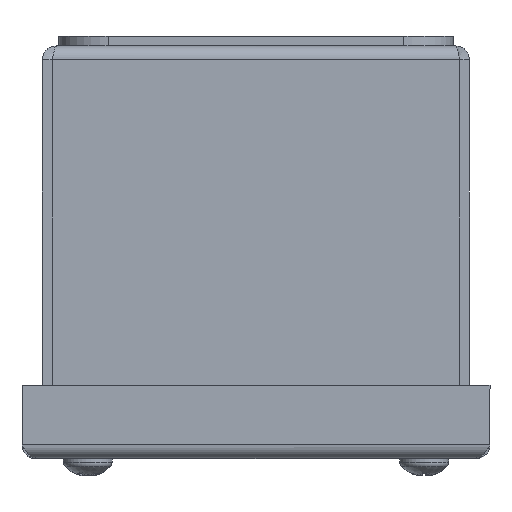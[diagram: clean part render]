
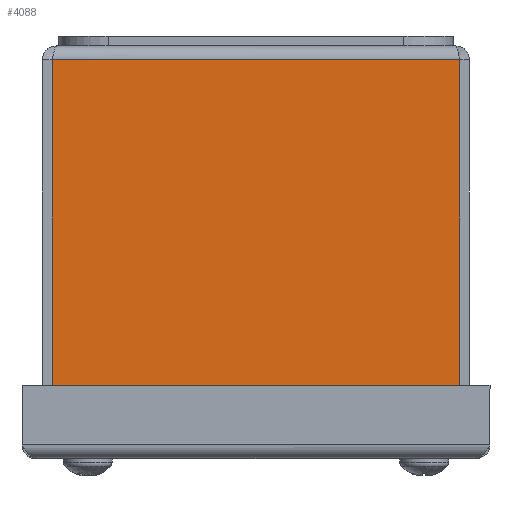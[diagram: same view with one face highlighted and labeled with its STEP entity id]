
A CAD part, front view. The second image highlights one B-rep face of the part: STEP entity #4088.
In plain terms, the highlighted planar face has unit normal (0, -1, 0).
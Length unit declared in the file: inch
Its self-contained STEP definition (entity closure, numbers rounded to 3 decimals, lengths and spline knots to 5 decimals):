
#795=FACE_OUTER_BOUND('',#1069,.T.);
#1069=EDGE_LOOP('',(#3417,#3418,#3419,#3420));
#1419=LINE('',#6735,#1747);
#1427=LINE('',#6756,#1755);
#1428=LINE('',#6758,#1756);
#1429=LINE('',#6759,#1757);
#1747=VECTOR('',#5242,3.10059);
#1755=VECTOR('',#5270,2.5995);
#1756=VECTOR('',#5271,3.10059);
#1757=VECTOR('',#5272,2.5995);
#2094=VERTEX_POINT('',#6732);
#2095=VERTEX_POINT('',#6734);
#2098=VERTEX_POINT('',#6755);
#2099=VERTEX_POINT('',#6757);
#2542=EDGE_CURVE('',#2095,#2094,#1419,.T.);
#2553=EDGE_CURVE('',#2098,#2094,#1427,.T.);
#2554=EDGE_CURVE('',#2098,#2099,#1428,.T.);
#2555=EDGE_CURVE('',#2095,#2099,#1429,.T.);
#3417=ORIENTED_EDGE('',*,*,#2542,.T.);
#3418=ORIENTED_EDGE('',*,*,#2553,.F.);
#3419=ORIENTED_EDGE('',*,*,#2554,.T.);
#3420=ORIENTED_EDGE('',*,*,#2555,.F.);
#3897=PLANE('',#4435);
#4088=ADVANCED_FACE('',(#795),#3897,.F.);
#4435=AXIS2_PLACEMENT_3D('',#6754,#5268,#5269);
#5242=DIRECTION('',(-1.,0.,0.));
#5268=DIRECTION('center_axis',(0.,1.,0.));
#5269=DIRECTION('ref_axis',(1.,0.,0.));
#5270=DIRECTION('',(0.,0.,1.));
#5271=DIRECTION('',(1.,0.,0.));
#5272=DIRECTION('',(0.,0.,-1.));
#6732=CARTESIAN_POINT('',(0.07471,0.,2.70475));
#6734=CARTESIAN_POINT('',(3.17529,0.,2.70475));
#6735=CARTESIAN_POINT('',(2.40015,0.,2.70475));
#6754=CARTESIAN_POINT('Origin',(1.625,0.,1.37666));
#6755=CARTESIAN_POINT('',(0.07471,0.,0.10525));
#6756=CARTESIAN_POINT('',(0.07471,0.,0.10525));
#6757=CARTESIAN_POINT('',(3.17529,0.,0.10525));
#6758=CARTESIAN_POINT('',(1.625,0.,0.10525));
#6759=CARTESIAN_POINT('',(3.17529,0.,0.10525));
